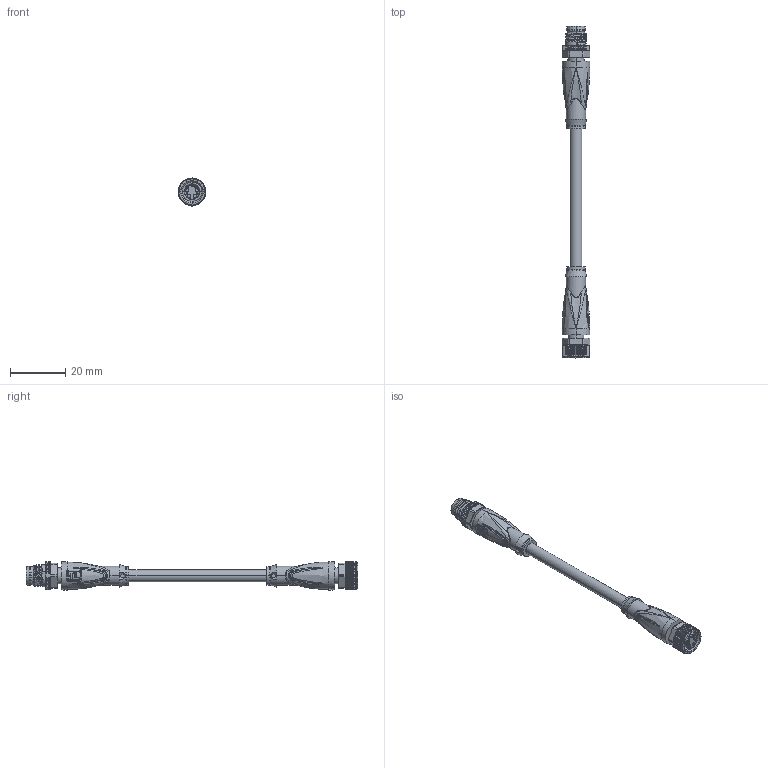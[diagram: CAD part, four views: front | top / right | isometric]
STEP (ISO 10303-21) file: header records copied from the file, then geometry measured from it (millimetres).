
FILE_DESCRIPTION(('STEP AP214'),'1');
FILE_NAME('cctmp_975A39D6-E75B-40BE-9A3B-CC5419A3DA88_2022_04_27_10_52_49_0751..stp','2022-04-27T08:52:58',('KiM GmbH'),('CADClick - www.CADClick.com'),'Spatial InterOp 3D postprocessed',' ','unknown authorization');
FILE_SCHEMA(('AUTOMOTIVE_DESIGN'));
Length unit declared in the file: millimetre
Products named in the file (10): Connection2; Connection2_2; Connection2_1; T195497_1; Cable; Connection1; Connection1_3; Connection1_2; Connection1_1; T195497
Assembly tree (9 placements, depth 4):
  T195497
    T195497_1
      Connection2
        Connection2_2
        Connection2_1
      Cable
      Connection1
        Connection1_3
        Connection1_2
        Connection1_1
Bounding box: 10 x 120.3 x 10.15 mm (x, y, z)
Volume: 4734.8 mm3; surface area: 5070.5 mm2
Topology: 9 solids, 11 shells, 1737 faces, 4611 edges, 2940 vertices
Faces by surface type: plane 864, bspline 233, cylinder 225, torus 212, cone 163, extrusion 28, sphere 12
Entity records: 126469 total; most frequent: CARTESIAN_POINT 72593, ORIENTED_EDGE 9190, DIRECTION 7576, EDGE_CURVE 4599, STYLED_ITEM 3624, PRESENTATION_STYLE_ASSIGNMENT 3624, VERTEX_POINT 2940, AXIS2_PLACEMENT_3D 2571
